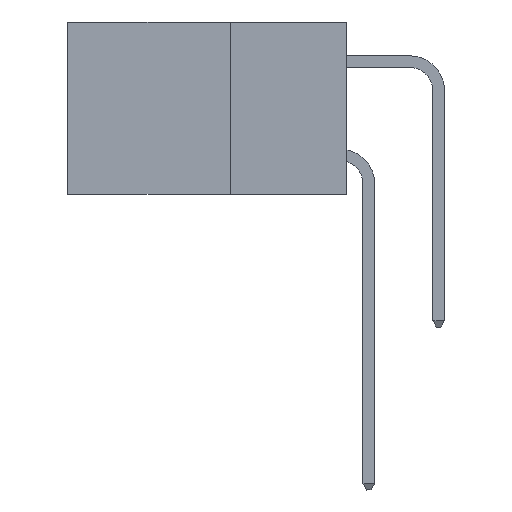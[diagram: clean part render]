
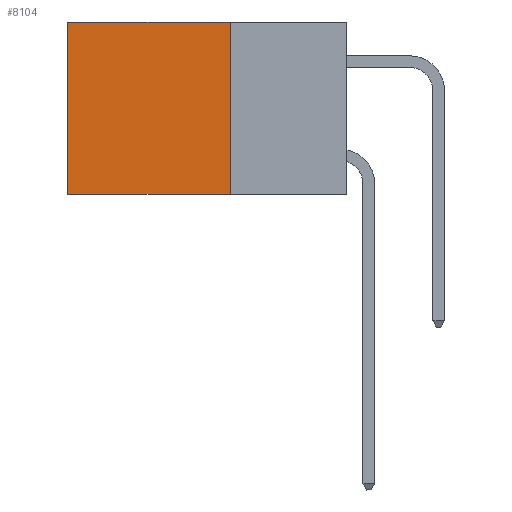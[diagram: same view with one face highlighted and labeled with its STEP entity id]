
A CAD part, left-side view. The second image highlights one B-rep face of the part: STEP entity #8104.
In plain terms, the highlighted planar face has unit normal (-1, 0, 0).
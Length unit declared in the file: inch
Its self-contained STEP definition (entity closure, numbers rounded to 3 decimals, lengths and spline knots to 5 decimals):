
#29 = DIRECTION ( 'NONE',  ( 0., 0., -1. ) ) ;
#898 = LINE ( 'NONE', #16930, #12438 ) ;
#1642 = ORIENTED_EDGE ( 'NONE', *, *, #19708, .T. ) ;
#2207 = CARTESIAN_POINT ( 'NONE',  ( 0.2875, 0.25, 0. ) ) ;
#2896 = CARTESIAN_POINT ( 'NONE',  ( 0.2875, 0.25, 0. ) ) ;
#4369 = CARTESIAN_POINT ( 'NONE',  ( 0.2875, 0.6, 0. ) ) ;
#4476 = LINE ( 'NONE', #2896, #26350 ) ;
#5019 = CARTESIAN_POINT ( 'NONE',  ( 0.2875, 0.25, -0.37 ) ) ;
#5420 = EDGE_CURVE ( 'NONE', #26249, #14908, #4476, .T. ) ;
#5421 = ORIENTED_EDGE ( 'NONE', *, *, #14288, .F. ) ;
#6913 = ORIENTED_EDGE ( 'NONE', *, *, #5420, .T. ) ;
#8104 = ADVANCED_FACE ( 'NONE', ( #12391 ), #22197, .F. ) ;
#8480 = CARTESIAN_POINT ( 'NONE',  ( 0.2875, 0.25, 0. ) ) ;
#9071 = ORIENTED_EDGE ( 'NONE', *, *, #17865, .F. ) ;
#9504 = DIRECTION ( 'NONE',  ( 1., 0., 0. ) ) ;
#11763 = CARTESIAN_POINT ( 'NONE',  ( 0.2875, 0.6, -0.37 ) ) ;
#11955 = LINE ( 'NONE', #2207, #17624 ) ;
#12391 = FACE_OUTER_BOUND ( 'NONE', #23349, .T. ) ;
#12438 = VECTOR ( 'NONE', #12648, 39.37008 ) ;
#12648 = DIRECTION ( 'NONE',  ( 0., 0., -1. ) ) ;
#14093 = LINE ( 'NONE', #5019, #19693 ) ;
#14288 = EDGE_CURVE ( 'NONE', #26249, #16658, #11955, .T. ) ;
#14908 = VERTEX_POINT ( 'NONE', #4369 ) ;
#15826 = DIRECTION ( 'NONE',  ( 0., 1., 0. ) ) ;
#16077 = CARTESIAN_POINT ( 'NONE',  ( 0.2875, 0.25, -0.37 ) ) ;
#16658 = VERTEX_POINT ( 'NONE', #16077 ) ;
#16930 = CARTESIAN_POINT ( 'NONE',  ( 0.2875, 0.6, 0. ) ) ;
#17526 = AXIS2_PLACEMENT_3D ( 'NONE', #24211, #9504, #24303 ) ;
#17624 = VECTOR ( 'NONE', #29, 39.37008 ) ;
#17865 = EDGE_CURVE ( 'NONE', #16658, #19176, #14093, .T. ) ;
#19176 = VERTEX_POINT ( 'NONE', #11763 ) ;
#19693 = VECTOR ( 'NONE', #19959, 39.37008 ) ;
#19708 = EDGE_CURVE ( 'NONE', #14908, #19176, #898, .T. ) ;
#19959 = DIRECTION ( 'NONE',  ( 0., 1., 0. ) ) ;
#22197 = PLANE ( 'NONE',  #17526 ) ;
#23349 = EDGE_LOOP ( 'NONE', ( #1642, #9071, #5421, #6913 ) ) ;
#24211 = CARTESIAN_POINT ( 'NONE',  ( 0.2875, 0.25, 0. ) ) ;
#24303 = DIRECTION ( 'NONE',  ( 0., 0., -1. ) ) ;
#26249 = VERTEX_POINT ( 'NONE', #8480 ) ;
#26350 = VECTOR ( 'NONE', #15826, 39.37008 ) ;
